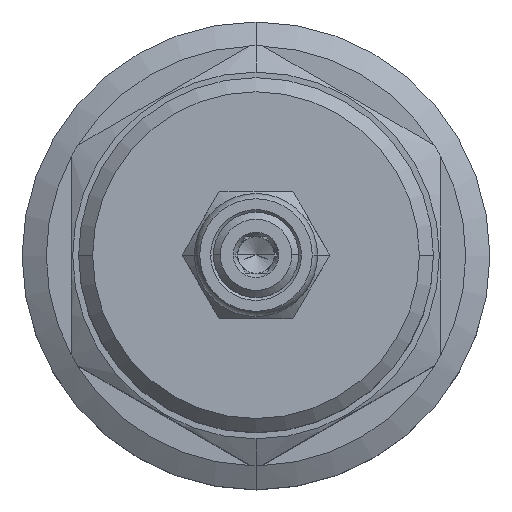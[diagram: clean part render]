
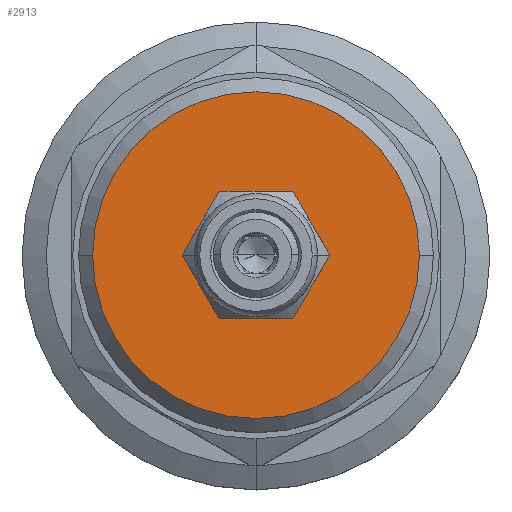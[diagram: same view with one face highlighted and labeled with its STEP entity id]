
A CAD part, top view. The second image highlights one B-rep face of the part: STEP entity #2913.
In plain terms, the highlighted planar face has unit normal (0, 0, 1).
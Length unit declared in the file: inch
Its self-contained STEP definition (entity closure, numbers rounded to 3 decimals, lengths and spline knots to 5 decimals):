
#650=CARTESIAN_POINT('',(0.,0.,2.378));
#651=DIRECTION('',(0.,0.,1.));
#652=DIRECTION('',(-1.,0.,0.));
#653=AXIS2_PLACEMENT_3D('',#650,#651,#652);
#655=CARTESIAN_POINT('',(0.,0.,2.378));
#656=DIRECTION('',(0.,0.,1.));
#657=DIRECTION('',(1.,0.,0.));
#658=AXIS2_PLACEMENT_3D('',#655,#656,#657);
#660=CARTESIAN_POINT('',(0.,0.,2.378));
#661=DIRECTION('',(0.,0.,1.));
#662=DIRECTION('',(-1.,0.,0.));
#663=AXIS2_PLACEMENT_3D('',#660,#661,#662);
#678=CARTESIAN_POINT('',(0.,0.,2.378));
#679=DIRECTION('',(0.,0.,-1.));
#680=DIRECTION('',(-1.,0.,0.));
#681=AXIS2_PLACEMENT_3D('',#678,#679,#680);
#1939=CARTESIAN_POINT('',(-0.719,0.,2.378));
#1940=CARTESIAN_POINT('',(0.719,0.,2.378));
#1941=VERTEX_POINT('',#1939);
#1942=VERTEX_POINT('',#1940);
#1991=CARTESIAN_POINT('',(-0.271,0.,2.378));
#1992=CARTESIAN_POINT('',(0.271,0.,2.378));
#1993=VERTEX_POINT('',#1991);
#1994=VERTEX_POINT('',#1992);
#2897=CARTESIAN_POINT('',(0.,0.,2.378));
#2898=DIRECTION('',(0.,0.,-1.));
#2899=DIRECTION('',(1.,0.,0.));
#2900=AXIS2_PLACEMENT_3D('',#2897,#2898,#2899);
#2901=PLANE('',#2900);
#2903=ORIENTED_EDGE('',*,*,#2902,.F.);
#2905=ORIENTED_EDGE('',*,*,#2904,.T.);
#2906=EDGE_LOOP('',(#2903,#2905));
#2907=FACE_OUTER_BOUND('',#2906,.F.);
#2909=ORIENTED_EDGE('',*,*,#2908,.T.);
#2910=ORIENTED_EDGE('',*,*,#2887,.T.);
#2911=EDGE_LOOP('',(#2909,#2910));
#2912=FACE_BOUND('',#2911,.F.);
#2913=ADVANCED_FACE('',(#2907,#2912),#2901,.F.);
#654=CIRCLE('',#653,0.271);
#659=CIRCLE('',#658,0.271);
#664=CIRCLE('',#663,0.719);
#682=CIRCLE('',#681,0.719);
#2887=EDGE_CURVE('',#1994,#1993,#659,.T.);
#2902=EDGE_CURVE('',#1941,#1942,#664,.T.);
#2904=EDGE_CURVE('',#1941,#1942,#682,.T.);
#2908=EDGE_CURVE('',#1993,#1994,#654,.T.);
